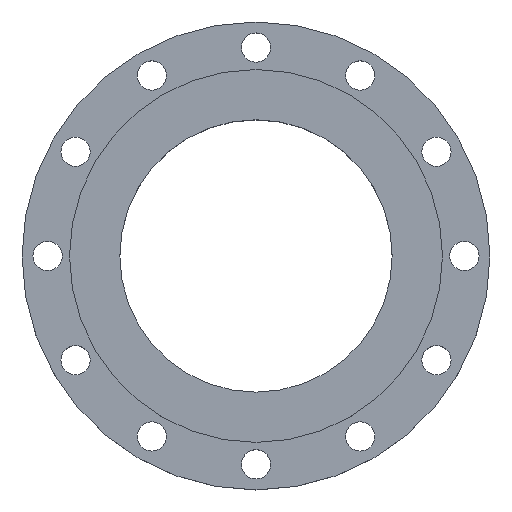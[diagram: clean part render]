
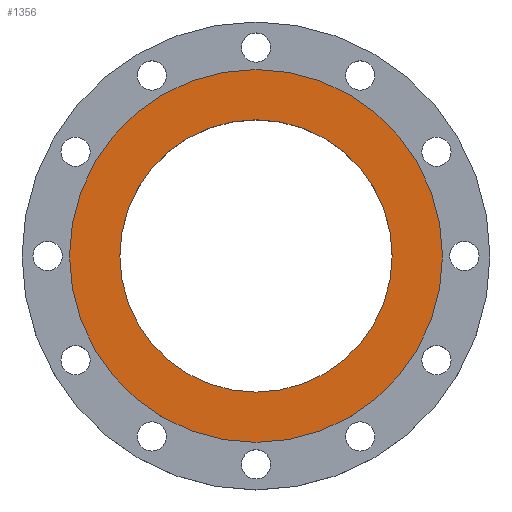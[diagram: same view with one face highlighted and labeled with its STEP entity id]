
A CAD part, top view. The second image highlights one B-rep face of the part: STEP entity #1356.
In plain terms, the highlighted planar face has unit normal (0, 0, 1).
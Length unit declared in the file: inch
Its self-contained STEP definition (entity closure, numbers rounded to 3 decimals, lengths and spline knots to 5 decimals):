
#59 = DIRECTION ( 'NONE',  ( 0., 0., 1. ) ) ;
#68 = FACE_OUTER_BOUND ( 'NONE', #180, .T. ) ;
#98 = DIRECTION ( 'NONE',  ( 0., 0., 1. ) ) ;
#113 = EDGE_CURVE ( 'NONE', #218, #238, #946, .T. ) ;
#115 = ORIENTED_EDGE ( 'NONE', *, *, #741, .F. ) ;
#129 = CARTESIAN_POINT ( 'NONE',  ( -6.375, 0., 0. ) ) ;
#130 = ORIENTED_EDGE ( 'NONE', *, *, #831, .T. ) ;
#134 = AXIS2_PLACEMENT_3D ( 'NONE', #1109, #1424, #547 ) ;
#146 = ORIENTED_EDGE ( 'NONE', *, *, #113, .T. ) ;
#168 = DIRECTION ( 'NONE',  ( 1., 0., 0. ) ) ;
#180 = EDGE_LOOP ( 'NONE', ( #146, #130 ) ) ;
#193 = AXIS2_PLACEMENT_3D ( 'NONE', #685, #609, #1258 ) ;
#194 = FACE_BOUND ( 'NONE', #1006, .T. ) ;
#218 = VERTEX_POINT ( 'NONE', #1145 ) ;
#238 = VERTEX_POINT ( 'NONE', #129 ) ;
#265 = AXIS2_PLACEMENT_3D ( 'NONE', #740, #971, #1404 ) ;
#429 = CARTESIAN_POINT ( 'NONE',  ( 0., 0., 0. ) ) ;
#519 = PLANE ( 'NONE',  #265 ) ;
#523 = CARTESIAN_POINT ( 'NONE',  ( -4.656, 0., 0. ) ) ;
#547 = DIRECTION ( 'NONE',  ( 1., 0., 0. ) ) ;
#581 = ORIENTED_EDGE ( 'NONE', *, *, #1245, .F. ) ;
#609 = DIRECTION ( 'NONE',  ( 0., 0., 1. ) ) ;
#629 = AXIS2_PLACEMENT_3D ( 'NONE', #927, #59, #168 ) ;
#685 = CARTESIAN_POINT ( 'NONE',  ( 0., 0., 0. ) ) ;
#740 = CARTESIAN_POINT ( 'NONE',  ( 0., 4.656, 0. ) ) ;
#741 = EDGE_CURVE ( 'NONE', #851, #1121, #1447, .T. ) ;
#777 = AXIS2_PLACEMENT_3D ( 'NONE', #429, #98, #1416 ) ;
#802 = CIRCLE ( 'NONE', #777, 6.375 ) ;
#831 = EDGE_CURVE ( 'NONE', #238, #218, #802, .T. ) ;
#833 = CARTESIAN_POINT ( 'NONE',  ( 4.656, 0., 0. ) ) ;
#851 = VERTEX_POINT ( 'NONE', #523 ) ;
#927 = CARTESIAN_POINT ( 'NONE',  ( 0., 0., 0. ) ) ;
#946 = CIRCLE ( 'NONE', #134, 6.375 ) ;
#971 = DIRECTION ( 'NONE',  ( 0., 0., -1. ) ) ;
#1006 = EDGE_LOOP ( 'NONE', ( #581, #115 ) ) ;
#1024 = CIRCLE ( 'NONE', #629, 4.656 ) ;
#1109 = CARTESIAN_POINT ( 'NONE',  ( 0., 0., 0. ) ) ;
#1121 = VERTEX_POINT ( 'NONE', #833 ) ;
#1145 = CARTESIAN_POINT ( 'NONE',  ( 6.375, 0., 0. ) ) ;
#1245 = EDGE_CURVE ( 'NONE', #1121, #851, #1024, .T. ) ;
#1258 = DIRECTION ( 'NONE',  ( 1., 0., 0. ) ) ;
#1356 = ADVANCED_FACE ( 'NONE', ( #194, #68 ), #519, .F. ) ;
#1404 = DIRECTION ( 'NONE',  ( -1., 0., 0. ) ) ;
#1416 = DIRECTION ( 'NONE',  ( 1., 0., 0. ) ) ;
#1424 = DIRECTION ( 'NONE',  ( 0., 0., 1. ) ) ;
#1447 = CIRCLE ( 'NONE', #193, 4.656 ) ;
